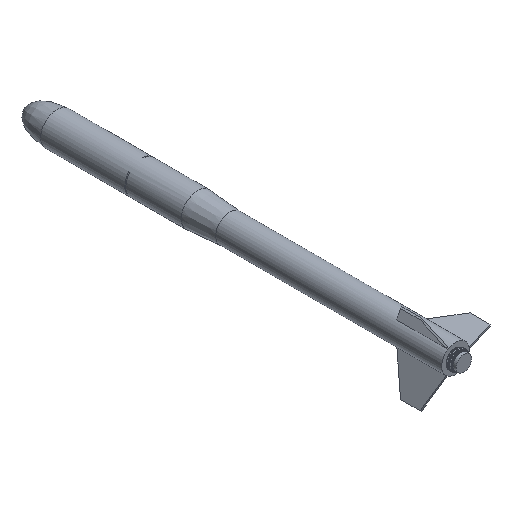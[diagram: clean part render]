
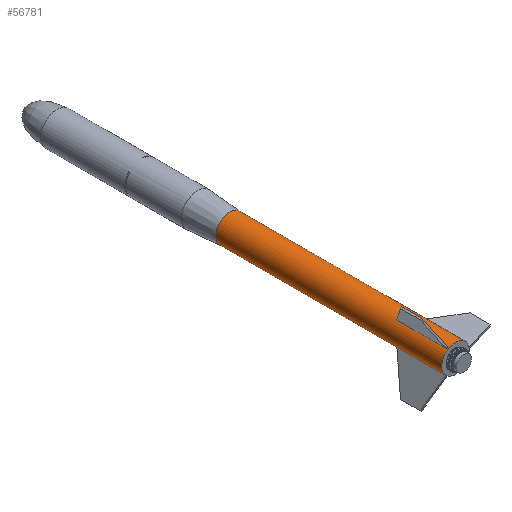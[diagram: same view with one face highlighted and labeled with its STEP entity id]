
A CAD part, isometric view. The second image highlights one B-rep face of the part: STEP entity #56781.
In plain terms, the highlighted cylindrical face has radius 28.15 mm (diameter 56.3 mm), a full revolution.
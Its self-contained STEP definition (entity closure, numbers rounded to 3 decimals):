
#15=ELLIPSE('',#60884,29.478,28.15);
#16=ELLIPSE('',#60887,33.053,28.15);
#17=ELLIPSE('',#60892,29.478,28.15);
#18=ELLIPSE('',#60896,33.053,28.15);
#19=ELLIPSE('',#60901,29.478,28.15);
#20=ELLIPSE('',#60902,29.478,28.15);
#21=ELLIPSE('',#60905,33.053,28.15);
#22=ELLIPSE('',#60906,33.053,28.15);
#26=FACE_BOUND('',#12301,.T.);
#27=FACE_BOUND('',#12302,.T.);
#8205=FACE_OUTER_BOUND('',#12300,.T.);
#12300=EDGE_LOOP('',(#48185,#48186,#48187,#48188,#48189,#48190,#48191,#48192,
#48193,#48194,#48195,#48196,#48197));
#12301=EDGE_LOOP('',(#48198,#48199,#48200,#48201));
#12302=EDGE_LOOP('',(#48202,#48203,#48204,#48205));
#12317=CIRCLE('',#60915,28.15);
#12318=CIRCLE('',#60916,28.15);
#12319=CIRCLE('',#60918,28.15);
#18989=LINE('',#89295,#25699);
#18995=LINE('',#89309,#25705);
#18999=LINE('',#89320,#25709);
#19007=LINE('',#89338,#25717);
#19014=LINE('',#89355,#25724);
#19020=LINE('',#89371,#25730);
#19028=LINE('',#89400,#25738);
#19029=LINE('',#89402,#25739);
#25699=VECTOR('',#75745,10.);
#25705=VECTOR('',#75757,10.);
#25709=VECTOR('',#75769,10.);
#25717=VECTOR('',#75785,10.);
#25724=VECTOR('',#75804,10.);
#25730=VECTOR('',#75818,10.);
#25738=VECTOR('',#75854,28.15);
#25739=VECTOR('',#75855,28.15);
#28356=VERTEX_POINT('',#89293);
#28357=VERTEX_POINT('',#89294);
#28360=VERTEX_POINT('',#89302);
#28362=VERTEX_POINT('',#89308);
#28364=VERTEX_POINT('',#89318);
#28365=VERTEX_POINT('',#89319);
#28369=VERTEX_POINT('',#89331);
#28371=VERTEX_POINT('',#89337);
#28374=VERTEX_POINT('',#89353);
#28375=VERTEX_POINT('',#89354);
#28378=VERTEX_POINT('',#89362);
#28379=VERTEX_POINT('',#89363);
#28381=VERTEX_POINT('',#89370);
#28383=VERTEX_POINT('',#89376);
#28387=VERTEX_POINT('',#89394);
#28388=VERTEX_POINT('',#89395);
#28389=VERTEX_POINT('',#89401);
#35069=EDGE_CURVE('',#28356,#28357,#18989,.T.);
#35073=EDGE_CURVE('',#28360,#28356,#15,.T.);
#35076=EDGE_CURVE('',#28362,#28360,#18995,.T.);
#35079=EDGE_CURVE('',#28357,#28362,#16,.T.);
#35081=EDGE_CURVE('',#28364,#28365,#18999,.T.);
#35087=EDGE_CURVE('',#28369,#28364,#17,.T.);
#35090=EDGE_CURVE('',#28371,#28369,#19007,.T.);
#35095=EDGE_CURVE('',#28365,#28371,#18,.T.);
#35098=EDGE_CURVE('',#28374,#28375,#19014,.T.);
#35102=EDGE_CURVE('',#28378,#28379,#19,.T.);
#35105=EDGE_CURVE('',#28379,#28374,#20,.T.);
#35106=EDGE_CURVE('',#28381,#28378,#19020,.T.);
#35109=EDGE_CURVE('',#28375,#28383,#21,.T.);
#35111=EDGE_CURVE('',#28383,#28381,#22,.T.);
#35118=EDGE_CURVE('',#28387,#28388,#12317,.T.);
#35119=EDGE_CURVE('',#28388,#28387,#12318,.T.);
#35121=EDGE_CURVE('',#28388,#28383,#19028,.T.);
#35122=EDGE_CURVE('',#28379,#28389,#19029,.T.);
#35123=EDGE_CURVE('',#28389,#28389,#12319,.T.);
#48185=ORIENTED_EDGE('',*,*,#35118,.F.);
#48186=ORIENTED_EDGE('',*,*,#35119,.F.);
#48187=ORIENTED_EDGE('',*,*,#35121,.T.);
#48188=ORIENTED_EDGE('',*,*,#35111,.T.);
#48189=ORIENTED_EDGE('',*,*,#35106,.T.);
#48190=ORIENTED_EDGE('',*,*,#35102,.T.);
#48191=ORIENTED_EDGE('',*,*,#35122,.T.);
#48192=ORIENTED_EDGE('',*,*,#35123,.F.);
#48193=ORIENTED_EDGE('',*,*,#35122,.F.);
#48194=ORIENTED_EDGE('',*,*,#35105,.T.);
#48195=ORIENTED_EDGE('',*,*,#35098,.T.);
#48196=ORIENTED_EDGE('',*,*,#35109,.T.);
#48197=ORIENTED_EDGE('',*,*,#35121,.F.);
#48198=ORIENTED_EDGE('',*,*,#35076,.T.);
#48199=ORIENTED_EDGE('',*,*,#35073,.T.);
#48200=ORIENTED_EDGE('',*,*,#35069,.T.);
#48201=ORIENTED_EDGE('',*,*,#35079,.T.);
#48202=ORIENTED_EDGE('',*,*,#35090,.T.);
#48203=ORIENTED_EDGE('',*,*,#35087,.T.);
#48204=ORIENTED_EDGE('',*,*,#35081,.T.);
#48205=ORIENTED_EDGE('',*,*,#35095,.T.);
#48597=CYLINDRICAL_SURFACE('',#60917,28.15);
#56781=ADVANCED_FACE('',(#8205,#26,#27),#48597,.T.);
#60884=AXIS2_PLACEMENT_3D('',#89303,#75751,#75752);
#60887=AXIS2_PLACEMENT_3D('',#89314,#75762,#75763);
#60892=AXIS2_PLACEMENT_3D('',#89332,#75779,#75780);
#60896=AXIS2_PLACEMENT_3D('',#89347,#75794,#75795);
#60901=AXIS2_PLACEMENT_3D('',#89364,#75810,#75811);
#60902=AXIS2_PLACEMENT_3D('',#89368,#75814,#75815);
#60905=AXIS2_PLACEMENT_3D('',#89377,#75823,#75824);
#60906=AXIS2_PLACEMENT_3D('',#89379,#75826,#75827);
#60915=AXIS2_PLACEMENT_3D('',#89396,#75847,#75848);
#60916=AXIS2_PLACEMENT_3D('',#89397,#75849,#75850);
#60917=AXIS2_PLACEMENT_3D('',#89399,#75852,#75853);
#60918=AXIS2_PLACEMENT_3D('',#89403,#75856,#75857);
#75745=DIRECTION('',(0.,1.,0.));
#75751=DIRECTION('center_axis',(-0.148,-0.955,0.257));
#75752=DIRECTION('ref_axis',(-0.477,0.297,0.827));
#75757=DIRECTION('',(0.,-1.,0.));
#75762=DIRECTION('center_axis',(-0.262,0.852,0.454));
#75763=DIRECTION('ref_axis',(-0.426,-0.524,0.738));
#75769=DIRECTION('',(0.,1.,0.));
#75779=DIRECTION('center_axis',(-0.148,-0.955,-0.257));
#75780=DIRECTION('ref_axis',(-0.477,0.297,-0.827));
#75785=DIRECTION('',(0.,-1.,0.));
#75794=DIRECTION('center_axis',(-0.262,0.852,-0.454));
#75795=DIRECTION('ref_axis',(-0.426,-0.524,-0.738));
#75804=DIRECTION('',(0.,1.,0.));
#75810=DIRECTION('center_axis',(0.297,-0.955,0.));
#75811=DIRECTION('ref_axis',(-0.955,-0.297,0.));
#75814=DIRECTION('center_axis',(0.297,-0.955,0.));
#75815=DIRECTION('ref_axis',(-0.955,-0.297,0.));
#75818=DIRECTION('',(0.,-1.,0.));
#75823=DIRECTION('center_axis',(0.524,0.852,0.));
#75824=DIRECTION('ref_axis',(-0.852,0.524,0.));
#75826=DIRECTION('center_axis',(0.524,0.852,0.));
#75827=DIRECTION('ref_axis',(-0.852,0.524,0.));
#75847=DIRECTION('center_axis',(0.,1.,0.));
#75848=DIRECTION('ref_axis',(-1.,0.,0.));
#75849=DIRECTION('center_axis',(0.,1.,0.));
#75850=DIRECTION('ref_axis',(-1.,0.,0.));
#75852=DIRECTION('center_axis',(0.,1.,0.));
#75853=DIRECTION('ref_axis',(-1.,0.,0.));
#75854=DIRECTION('',(0.,-1.,0.));
#75855=DIRECTION('',(0.,-1.,0.));
#75856=DIRECTION('center_axis',(0.,-1.,0.));
#75857=DIRECTION('ref_axis',(-1.,0.,0.));
#89293=CARTESIAN_POINT('',(-15.438,-146.342,23.539));
#89294=CARTESIAN_POINT('',(-15.438,-46.1,23.539));
#89295=CARTESIAN_POINT('',(-15.438,79.072,23.539));
#89302=CARTESIAN_POINT('',(-12.667,-146.342,25.139));
#89303=CARTESIAN_POINT('Origin',(0.,-155.076,
0.));
#89308=CARTESIAN_POINT('',(-12.667,-46.1,25.139));
#89309=CARTESIAN_POINT('',(-12.667,79.072,25.139));
#89314=CARTESIAN_POINT('Origin',(0.,-28.805,
0.));
#89318=CARTESIAN_POINT('',(-12.667,-146.342,-25.139));
#89319=CARTESIAN_POINT('',(-12.667,-46.1,-25.139));
#89320=CARTESIAN_POINT('',(-12.667,79.072,-25.139));
#89331=CARTESIAN_POINT('',(-15.438,-146.342,-23.539));
#89332=CARTESIAN_POINT('Origin',(0.,-155.076,
0.));
#89337=CARTESIAN_POINT('',(-15.438,-46.1,-23.539));
#89338=CARTESIAN_POINT('',(-15.438,79.072,-23.539));
#89347=CARTESIAN_POINT('Origin',(0.,-28.805,
0.));
#89353=CARTESIAN_POINT('',(28.104,-146.342,1.6));
#89354=CARTESIAN_POINT('',(28.104,-46.1,1.6));
#89355=CARTESIAN_POINT('',(28.104,79.072,1.6));
#89362=CARTESIAN_POINT('',(28.104,-146.342,-1.6));
#89363=CARTESIAN_POINT('',(28.15,-146.328,0.));
#89364=CARTESIAN_POINT('Origin',(0.,-155.076,
0.));
#89368=CARTESIAN_POINT('Origin',(0.,-155.076,
0.));
#89370=CARTESIAN_POINT('',(28.104,-46.1,-1.6));
#89371=CARTESIAN_POINT('',(28.104,79.072,-1.6));
#89376=CARTESIAN_POINT('',(28.15,-46.128,0.));
#89377=CARTESIAN_POINT('Origin',(0.,-28.805,
0.));
#89379=CARTESIAN_POINT('Origin',(0.,-28.805,
0.));
#89394=CARTESIAN_POINT('',(25.71,307.672,11.463));
#89395=CARTESIAN_POINT('',(28.15,307.672,0.));
#89396=CARTESIAN_POINT('Origin',(0.,307.672,
0.));
#89397=CARTESIAN_POINT('Origin',(0.,307.672,
0.));
#89399=CARTESIAN_POINT('Origin',(0.,79.072,0.));
#89400=CARTESIAN_POINT('',(28.15,79.072,0.));
#89401=CARTESIAN_POINT('',(28.15,-149.528,0.));
#89402=CARTESIAN_POINT('',(28.15,79.072,0.));
#89403=CARTESIAN_POINT('Origin',(0.,-149.528,
0.));
